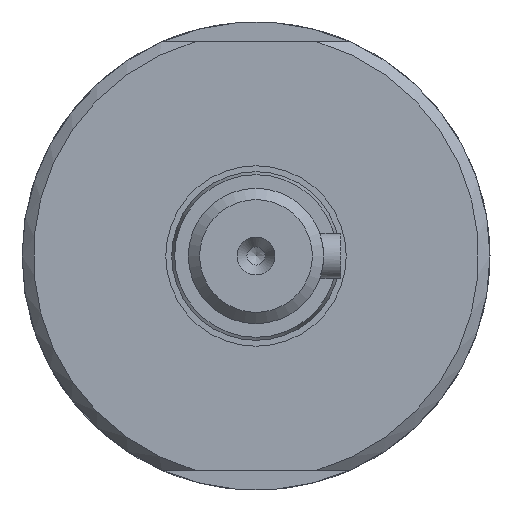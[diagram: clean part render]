
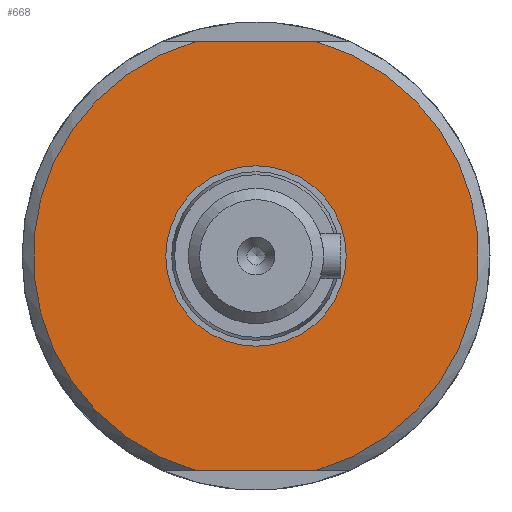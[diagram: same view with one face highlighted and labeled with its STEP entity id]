
A CAD part, left-side view. The second image highlights one B-rep face of the part: STEP entity #668.
In plain terms, the highlighted planar face has unit normal (-1, 0, 0).
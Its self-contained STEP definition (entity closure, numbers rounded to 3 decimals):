
#616=CARTESIAN_POINT('',(-85.,13.875,0.));
#617=DIRECTION('',(-1.0,0.0,0.0));
#618=DIRECTION('',(0.0,0.0,1.0));
#619=AXIS2_PLACEMENT_3D('',#616,#617,#618);
#620=PLANE('',#619);
#621=CARTESIAN_POINT('',(-85.,5.391,-19.));
#622=VERTEX_POINT('',#621);
#623=CARTESIAN_POINT('',(-85.,-5.391,-19.));
#624=VERTEX_POINT('',#623);
#625=CARTESIAN_POINT('',(-85.,5.391,-19.));
#626=DIRECTION('',(0.0,-1.0,0.0));
#627=VECTOR('',#626,10.782);
#628=LINE('',#625,#627);
#629=EDGE_CURVE('',#622,#624,#628,.T.);
#630=ORIENTED_EDGE('',*,*,#629,.T.);
#631=CARTESIAN_POINT('',(-85.,-5.391,19.));
#632=VERTEX_POINT('',#631);
#633=CARTESIAN_POINT('',(-85.,0.,0.));
#634=DIRECTION('',(1.0,0.0,0.0));
#635=DIRECTION('',(0.0,1.0,0.0));
#636=AXIS2_PLACEMENT_3D('',#633,#634,#635);
#637=CIRCLE('',#636,19.75);
#638=EDGE_CURVE('',#632,#624,#637,.T.);
#639=ORIENTED_EDGE('',*,*,#638,.F.);
#640=CARTESIAN_POINT('',(-85.,5.391,19.));
#641=VERTEX_POINT('',#640);
#642=CARTESIAN_POINT('',(-85.,-5.391,19.));
#643=DIRECTION('',(0.0,1.0,0.0));
#644=VECTOR('',#643,10.782);
#645=LINE('',#642,#644);
#646=EDGE_CURVE('',#632,#641,#645,.T.);
#647=ORIENTED_EDGE('',*,*,#646,.T.);
#648=CARTESIAN_POINT('',(-85.,0.,0.));
#649=DIRECTION('',(1.0,0.0,0.0));
#650=DIRECTION('',(0.0,1.0,0.0));
#651=AXIS2_PLACEMENT_3D('',#648,#649,#650);
#652=CIRCLE('',#651,19.75);
#653=EDGE_CURVE('',#622,#641,#652,.T.);
#654=ORIENTED_EDGE('',*,*,#653,.F.);
#655=EDGE_LOOP('',(#630,#639,#647,#654));
#656=FACE_OUTER_BOUND('',#655,.T.);
#657=CARTESIAN_POINT('',(-85.,8.,0.));
#658=VERTEX_POINT('',#657);
#659=CARTESIAN_POINT('',(-85.,0.,0.));
#660=DIRECTION('',(1.0,0.0,0.0));
#661=DIRECTION('',(0.0,1.0,0.0));
#662=AXIS2_PLACEMENT_3D('',#659,#660,#661);
#663=CIRCLE('',#662,8.0);
#664=EDGE_CURVE('',#658,#658,#663,.T.);
#665=ORIENTED_EDGE('',*,*,#664,.T.);
#666=EDGE_LOOP('',(#665));
#667=FACE_BOUND('',#666,.T.);
#668=ADVANCED_FACE('',(#656,#667),#620,.T.);
